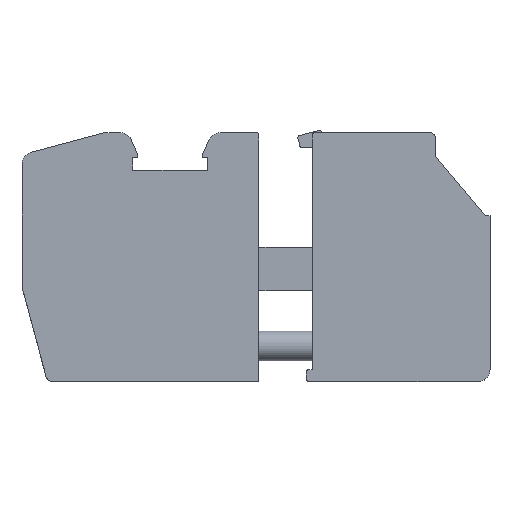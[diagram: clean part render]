
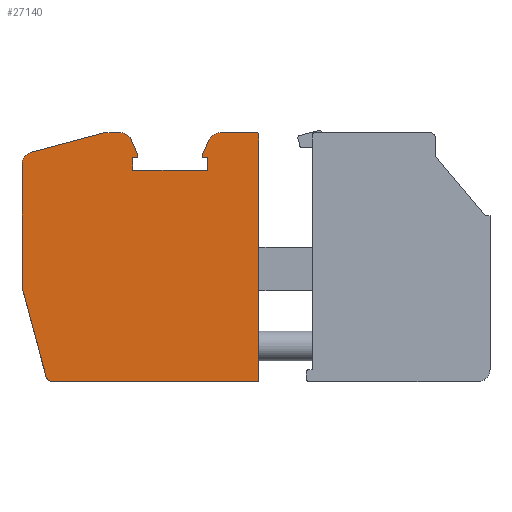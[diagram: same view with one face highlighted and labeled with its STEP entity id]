
A CAD part, top view. The second image highlights one B-rep face of the part: STEP entity #27140.
In plain terms, the highlighted planar face has unit normal (0, 0, 1).
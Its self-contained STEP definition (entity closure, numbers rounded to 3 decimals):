
#23610=CARTESIAN_POINT('',(-160.9,86.546,8.1));
#23620=DIRECTION('',(0.,1.,0.));
#23630=VECTOR('',#23620,1.);
#23640=LINE('',#23610,#23630);
#23650=CARTESIAN_POINT('',(-160.9,75.28,8.1));
#23660=VERTEX_POINT('',#23650);
#23670=CARTESIAN_POINT('',(-160.9,96.08,8.1));
#23680=VERTEX_POINT('',#23670);
#23690=EDGE_CURVE('',#23660,#23680,#23640,.T.);
#24740=CARTESIAN_POINT('',(-171.563,93.105,8.1));
#24750=VERTEX_POINT('',#24740);
#24900=CARTESIAN_POINT('',(-165.238,93.105,8.1));
#24910=VERTEX_POINT('',#24900);
#24940=CARTESIAN_POINT('',(0.,93.105,8.1));
#24950=DIRECTION('',(-1.,0.,0.));
#24960=VECTOR('',#24950,1.);
#24970=LINE('',#24940,#24960);
#24980=EDGE_CURVE('',#24910,#24750,#24970,.T.);
#25280=CARTESIAN_POINT('',(-165.238,94.175,8.1));
#25290=VERTEX_POINT('',#25280);
#25320=CARTESIAN_POINT('',(-165.238,147.161,8.1));
#25330=DIRECTION('',(0.,-1.,0.));
#25340=VECTOR('',#25330,1.);
#25350=LINE('',#25320,#25340);
#25360=EDGE_CURVE('',#25290,#24910,#25350,.T.);
#25480=CARTESIAN_POINT('',(-172.67,94.455,8.1));
#25490=DIRECTION('',(0.,0.,1.));
#25500=DIRECTION('',(1.,0.,0.));
#25510=AXIS2_PLACEMENT_3D('',#25480,#25490,#25500);
#25520=PLANE('',#25510);
#25530=CARTESIAN_POINT('',(-179.9,83.412,8.1));
#25540=DIRECTION('',(0.,0.,-1.));
#25550=DIRECTION('',(-1.,0.,-0.));
#25560=AXIS2_PLACEMENT_3D('',#25530,#25540,#25550);
#25570=CIRCLE('',#25560,1.);
#25580=CARTESIAN_POINT('',(-180.866,83.153,8.1));
#25590=VERTEX_POINT('',#25580);
#25600=CARTESIAN_POINT('',(-180.9,83.412,8.1));
#25610=VERTEX_POINT('',#25600);
#25620=EDGE_CURVE('',#25590,#25610,#25570,.T.);
#25630=ORIENTED_EDGE('',*,*,#25620,.F.);
#25640=CARTESIAN_POINT('',(-180.9,0.,8.1));
#25650=DIRECTION('',(0.,1.,0.));
#25660=VECTOR('',#25650,1.);
#25670=LINE('',#25640,#25660);
#25680=CARTESIAN_POINT('',(-180.9,93.637,8.1));
#25690=VERTEX_POINT('',#25680);
#25700=EDGE_CURVE('',#25610,#25690,#25670,.T.);
#25710=ORIENTED_EDGE('',*,*,#25700,.F.);
#25720=CARTESIAN_POINT('',(-179.9,93.637,8.1));
#25730=DIRECTION('',(0.,0.,1.));
#25740=DIRECTION('',(1.,0.,0.));
#25750=AXIS2_PLACEMENT_3D('',#25720,#25730,#25740);
#25760=CIRCLE('',#25750,1.);
#25770=CARTESIAN_POINT('',(-180.159,94.603,8.1));
#25780=VERTEX_POINT('',#25770);
#25790=EDGE_CURVE('',#25780,#25690,#25760,.T.);
#25800=ORIENTED_EDGE('',*,*,#25790,.T.);
#25810=CARTESIAN_POINT('',(0.,142.877,8.1));
#25820=DIRECTION('',(0.966,0.259,0.));
#25830=VECTOR('',#25820,1.);
#25840=LINE('',#25810,#25830);
#25850=CARTESIAN_POINT('',(-173.9,96.28,8.1));
#25860=VERTEX_POINT('',#25850);
#25870=EDGE_CURVE('',#25780,#25860,#25840,.T.);
#25880=ORIENTED_EDGE('',*,*,#25870,.F.);
#25890=CARTESIAN_POINT('',(0.,96.28,8.1));
#25900=DIRECTION('',(1.,0.,0.));
#25910=VECTOR('',#25900,1.);
#25920=LINE('',#25890,#25910);
#25930=CARTESIAN_POINT('',(-172.613,96.28,8.1));
#25940=VERTEX_POINT('',#25930);
#25950=EDGE_CURVE('',#25860,#25940,#25920,.T.);
#25960=ORIENTED_EDGE('',*,*,#25950,.F.);
#25970=CARTESIAN_POINT('',(-172.613,95.28,8.1));
#25980=DIRECTION('',(0.,0.,1.));
#25990=DIRECTION('',(1.,0.,0.));
#26000=AXIS2_PLACEMENT_3D('',#25970,#25980,#25990);
#26010=CIRCLE('',#26000,1.);
#26020=CARTESIAN_POINT('',(-171.697,95.683,8.1));
#26030=VERTEX_POINT('',#26020);
#26040=EDGE_CURVE('',#26030,#25940,#26010,.T.);
#26050=ORIENTED_EDGE('',*,*,#26040,.T.);
#26060=CARTESIAN_POINT('',(-167.682,86.546,8.1));
#26070=DIRECTION('',(0.402,-0.915,0.));
#26080=VECTOR('',#26070,1.);
#26090=LINE('',#26060,#26080);
#26100=CARTESIAN_POINT('',(-171.139,94.414,8.1));
#26110=VERTEX_POINT('',#26100);
#26120=EDGE_CURVE('',#26030,#26110,#26090,.T.);
#26130=ORIENTED_EDGE('',*,*,#26120,.F.);
#26140=CARTESIAN_POINT('',(-171.295,94.345,8.1));
#26150=DIRECTION('',(0.,0.,1.));
#26160=DIRECTION('',(1.,0.,0.));
#26170=AXIS2_PLACEMENT_3D('',#26140,#26150,#26160);
#26180=CIRCLE('',#26170,0.17);
#26190=CARTESIAN_POINT('',(-171.295,94.175,8.1));
#26200=VERTEX_POINT('',#26190);
#26210=EDGE_CURVE('',#26200,#26110,#26180,.T.);
#26220=ORIENTED_EDGE('',*,*,#26210,.T.);
#26230=CARTESIAN_POINT('',(-152.631,94.175,8.1));
#26240=DIRECTION('',(-1.,0.,-0.));
#26250=VECTOR('',#26240,1.);
#26260=LINE('',#26230,#26250);
#26270=CARTESIAN_POINT('',(-171.563,94.175,8.1));
#26280=VERTEX_POINT('',#26270);
#26290=EDGE_CURVE('',#26200,#26280,#26260,.T.);
#26300=ORIENTED_EDGE('',*,*,#26290,.F.);
#26310=CARTESIAN_POINT('',(-171.563,147.161,8.1));
#26320=DIRECTION('',(0.,-1.,0.));
#26330=VECTOR('',#26320,1.);
#26340=LINE('',#26310,#26330);
#26350=EDGE_CURVE('',#26280,#24750,#26340,.T.);
#26360=ORIENTED_EDGE('',*,*,#26350,.F.);
#26370=ORIENTED_EDGE('',*,*,#24980,.T.);
#26380=ORIENTED_EDGE('',*,*,#25360,.T.);
#26390=CARTESIAN_POINT('',(0.,94.175,8.1));
#26400=DIRECTION('',(1.,0.,0.));
#26410=VECTOR('',#26400,1.);
#26420=LINE('',#26390,#26410);
#26430=CARTESIAN_POINT('',(-165.505,94.175,8.1));
#26440=VERTEX_POINT('',#26430);
#26450=EDGE_CURVE('',#26440,#25290,#26420,.T.);
#26460=ORIENTED_EDGE('',*,*,#26450,.T.);
#26470=CARTESIAN_POINT('',(-165.505,94.345,8.1));
#26480=DIRECTION('',(0.,0.,1.));
#26490=DIRECTION('',(1.,0.,0.));
#26500=AXIS2_PLACEMENT_3D('',#26470,#26480,#26490);
#26510=CIRCLE('',#26500,0.17);
#26520=CARTESIAN_POINT('',(-165.661,94.414,8.1));
#26530=VERTEX_POINT('',#26520);
#26540=EDGE_CURVE('',#26530,#26440,#26510,.T.);
#26550=ORIENTED_EDGE('',*,*,#26540,.T.);
#26560=CARTESIAN_POINT('',(-169.118,86.546,8.1));
#26570=DIRECTION('',(-0.402,-0.915,0.));
#26580=VECTOR('',#26570,1.);
#26590=LINE('',#26560,#26580);
#26600=CARTESIAN_POINT('',(-165.103,95.683,8.1));
#26610=VERTEX_POINT('',#26600);
#26620=EDGE_CURVE('',#26610,#26530,#26590,.T.);
#26630=ORIENTED_EDGE('',*,*,#26620,.T.);
#26640=CARTESIAN_POINT('',(-164.188,95.28,8.1));
#26650=DIRECTION('',(0.,0.,1.));
#26660=DIRECTION('',(1.,0.,0.));
#26670=AXIS2_PLACEMENT_3D('',#26640,#26650,#26660);
#26680=CIRCLE('',#26670,1.);
#26690=CARTESIAN_POINT('',(-164.188,96.28,8.1));
#26700=VERTEX_POINT('',#26690);
#26710=EDGE_CURVE('',#26700,#26610,#26680,.T.);
#26720=ORIENTED_EDGE('',*,*,#26710,.T.);
#26730=CARTESIAN_POINT('',(-152.631,96.28,8.1));
#26740=DIRECTION('',(-1.,0.,-0.));
#26750=VECTOR('',#26740,1.);
#26760=LINE('',#26730,#26750);
#26770=CARTESIAN_POINT('',(-161.1,96.28,8.1));
#26780=VERTEX_POINT('',#26770);
#26790=EDGE_CURVE('',#26780,#26700,#26760,.T.);
#26800=ORIENTED_EDGE('',*,*,#26790,.T.);
#26810=CARTESIAN_POINT('',(-161.1,96.08,8.1));
#26820=DIRECTION('',(0.,0.,-1.));
#26830=DIRECTION('',(-1.,0.,-0.));
#26840=AXIS2_PLACEMENT_3D('',#26810,#26820,#26830);
#26850=CIRCLE('',#26840,0.2);
#26860=EDGE_CURVE('',#26780,#23680,#26850,.T.);
#26870=ORIENTED_EDGE('',*,*,#26860,.F.);
#26880=ORIENTED_EDGE('',*,*,#23690,.T.);
#26890=CARTESIAN_POINT('',(0.,75.28,8.1));
#26900=DIRECTION('',(-1.,0.,0.));
#26910=VECTOR('',#26900,1.);
#26920=LINE('',#26890,#26910);
#26930=CARTESIAN_POINT('',(-178.373,75.28,8.1));
#26940=VERTEX_POINT('',#26930);
#26950=EDGE_CURVE('',#23660,#26940,#26920,.T.);
#26960=ORIENTED_EDGE('',*,*,#26950,.F.);
#26970=CARTESIAN_POINT('',(-178.373,75.78,8.1));
#26980=DIRECTION('',(0.,0.,-1.));
#26990=DIRECTION('',(-1.,0.,0.));
#27000=AXIS2_PLACEMENT_3D('',#26970,#26980,#26990);
#27010=CIRCLE('',#27000,0.5);
#27020=CARTESIAN_POINT('',(-178.856,75.651,8.1));
#27030=VERTEX_POINT('',#27020);
#27040=EDGE_CURVE('',#26940,#27030,#27010,.T.);
#27050=ORIENTED_EDGE('',*,*,#27040,.F.);
#27060=CARTESIAN_POINT('',(-158.585,0.,8.1));
#27070=DIRECTION('',(-0.259,0.966,-0.));
#27080=VECTOR('',#27070,1.);
#27090=LINE('',#27060,#27080);
#27100=EDGE_CURVE('',#27030,#25590,#27090,.T.);
#27110=ORIENTED_EDGE('',*,*,#27100,.F.);
#27120=EDGE_LOOP('',(#27110,#27050,#26960,#26880,#26870,#26800,#26720,
#26630,#26550,#26460,#26380,#26370,#26360,#26300,#26220,#26130,#26050,
#25960,#25880,#25800,#25710,#25630));
#27130=FACE_OUTER_BOUND('',#27120,.T.);
#27140=ADVANCED_FACE('',(#27130),#25520,.T.);
